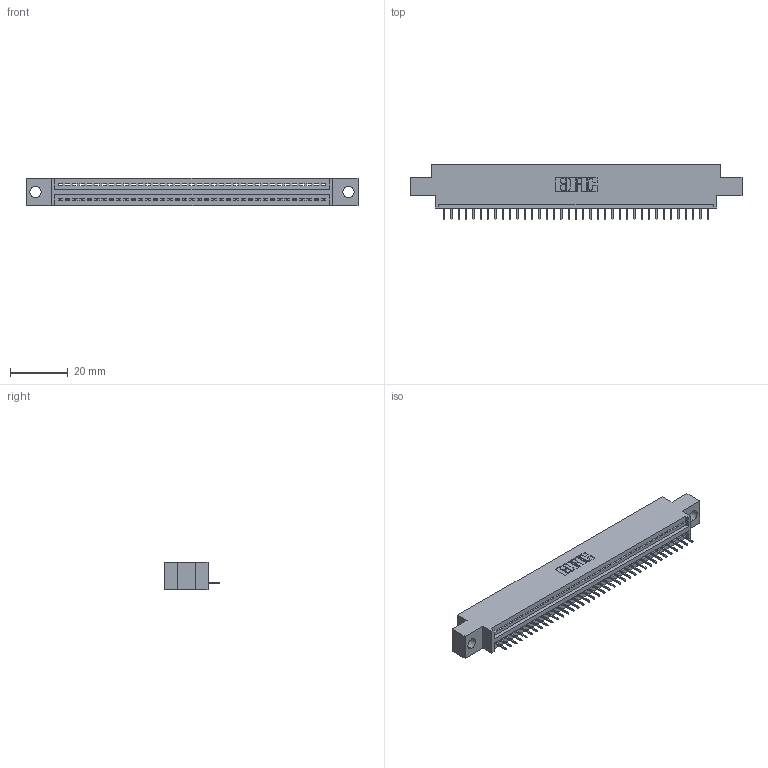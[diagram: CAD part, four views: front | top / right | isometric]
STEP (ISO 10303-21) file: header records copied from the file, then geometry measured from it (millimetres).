
FILE_DESCRIPTION (( 'STEP AP203' ), '1' );
FILE_NAME ('395-037-524-604.STEP', '2021-05-31T14:55:38', ( '' ), ( '' ), 'SwSTEP 2.0', 'SolidWorks 2020', '' );
FILE_SCHEMA (( 'CONFIG_CONTROL_DESIGN' ));
Length unit declared in the file: inch
Products named in the file (3): 345-292-001_345-293-124; 395-037-524-604; 345 Part_0.170 Offset - 0.156 Dia-TI
Assembly tree (38 placements, depth 2):
  395-037-524-604
    345 Part_0.170 Offset - 0.156 Dia-TI
    345-292-001_345-293-124  x37
Bounding box: 115.19 x 19.35 x 9.4 mm (x, y, z)
Volume: 10534.3 mm3; surface area: 13432.9 mm2
Topology: 38 solids, 38 shells, 2438 faces, 7049 edges, 4550 vertices
Faces by surface type: plane 1800, cylinder 638
Entity records: 29145 total; most frequent: CARTESIAN_POINT 5057, ORIENTED_EDGE 5026, DIRECTION 4423, EDGE_CURVE 2513, VECTOR 2237, LINE 2237, VERTEX_POINT 1670, AXIS2_PLACEMENT_3D 1093
